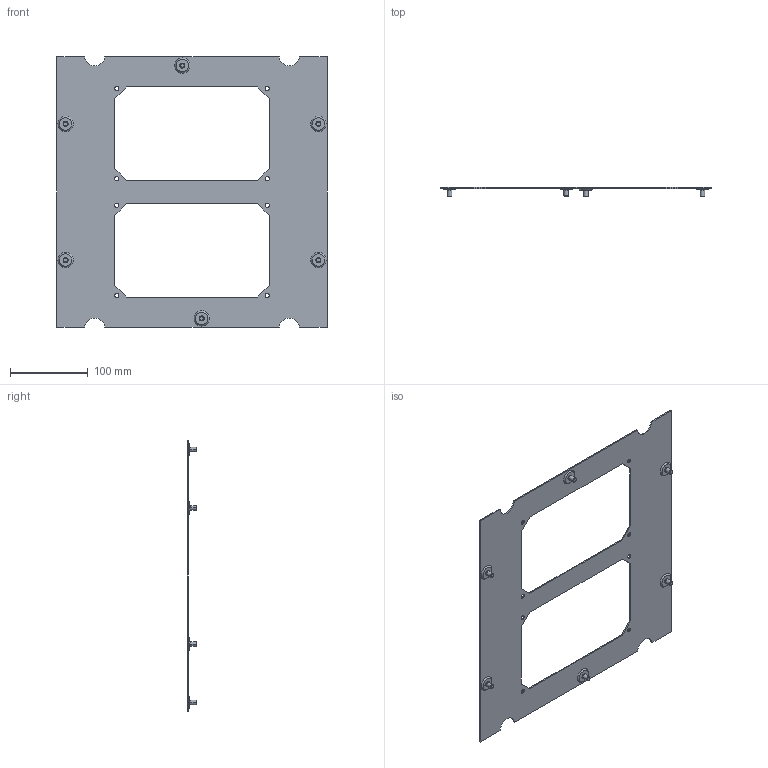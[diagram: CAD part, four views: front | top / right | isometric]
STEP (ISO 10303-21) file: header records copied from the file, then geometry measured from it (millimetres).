
FILE_DESCRIPTION(('STEP AP214'),'1');
FILE_NAME('cctmp_7CDAB1C7-93B4-48A6-B3DE-7286C1400C60_2024_11_20_13_26_48_0681..stp','2024-11-20T12:26:48',('SIEMENS A&D'),('CADClick - www.CADClick.com'),'Spatial InterOp 3D',' ','unknown authorization');
FILE_SCHEMA(('AUTOMOTIVE_DESIGN'));
Length unit declared in the file: millimetre
Products named in the file (1): 1
Bounding box: 347.5 x 12 x 348 mm (x, y, z)
Volume: 113186.9 mm3; surface area: 153242.2 mm2
Topology: 7 solids, 7 shells, 178 faces, 420 edges, 268 vertices
Faces by surface type: plane 86, cone 48, cylinder 44
Entity records: 6688 total; most frequent: DIRECTION 938, CARTESIAN_POINT 873, ORIENTED_EDGE 840, EDGE_CURVE 420, AXIS2_PLACEMENT_3D 333, LINE 272, VECTOR 272, VERTEX_POINT 268
